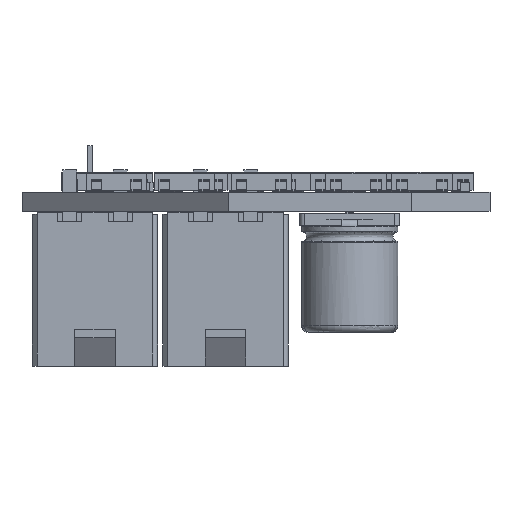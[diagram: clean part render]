
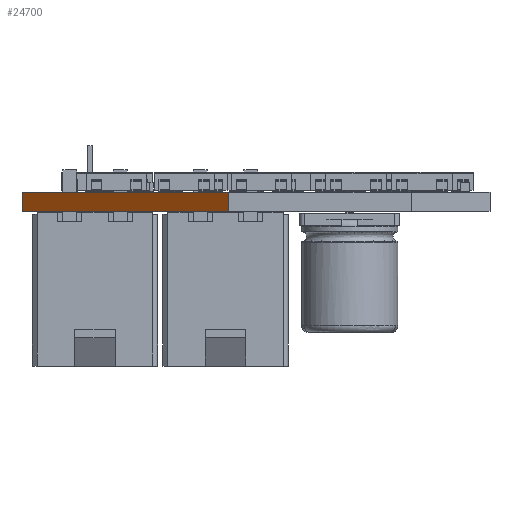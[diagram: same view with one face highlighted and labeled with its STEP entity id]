
A CAD part, left-side view. The second image highlights one B-rep face of the part: STEP entity #24700.
In plain terms, the highlighted planar face has unit normal (-0.732, 0.682, 0).
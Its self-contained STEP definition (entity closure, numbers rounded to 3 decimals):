
#23290 = PLANE('',#23291);
#23291 = AXIS2_PLACEMENT_3D('',#23292,#23293,#23294);
#23292 = CARTESIAN_POINT('',(67.716,-77.521,0.));
#23293 = DIRECTION('',(1.,-0.001,0.));
#23294 = DIRECTION('',(-0.001,-1.,0.));
#23318 = PLANE('',#23319);
#23319 = AXIS2_PLACEMENT_3D('',#23320,#23321,#23322);
#23320 = CARTESIAN_POINT('',(120.586,-80.403,1.6));
#23321 = DIRECTION('',(0.,0.,1.));
#23322 = DIRECTION('',(1.,0.,-0.));
#23372 = PLANE('',#23373);
#23373 = AXIS2_PLACEMENT_3D('',#23374,#23375,#23376);
#23374 = CARTESIAN_POINT('',(120.586,-80.403,0.));
#23375 = DIRECTION('',(0.,0.,1.));
#23376 = DIRECTION('',(1.,0.,-0.));
#23387 = EDGE_CURVE('',#23388,#23390,#23392,.T.);
#23388 = VERTEX_POINT('',#23389);
#23389 = CARTESIAN_POINT('',(67.716,-77.521,0.));
#23390 = VERTEX_POINT('',#23391);
#23391 = CARTESIAN_POINT('',(67.716,-77.521,1.6));
#23392 = SURFACE_CURVE('',#23393,(#23397,#23404),.PCURVE_S1.);
#23393 = LINE('',#23394,#23395);
#23394 = CARTESIAN_POINT('',(67.716,-77.521,0.));
#23395 = VECTOR('',#23396,1.);
#23396 = DIRECTION('',(0.,0.,1.));
#23397 = PCURVE('',#23290,#23398);
#23398 = DEFINITIONAL_REPRESENTATION('',(#23399),#23403);
#23399 = LINE('',#23400,#23401);
#23400 = CARTESIAN_POINT('',(0.,0.));
#23401 = VECTOR('',#23402,1.);
#23402 = DIRECTION('',(0.,-1.));
#23403 = ( GEOMETRIC_REPRESENTATION_CONTEXT(2) 
PARAMETRIC_REPRESENTATION_CONTEXT() REPRESENTATION_CONTEXT('2D SPACE',''
  ) );
#23404 = PCURVE('',#23405,#23410);
#23405 = PLANE('',#23406);
#23406 = AXIS2_PLACEMENT_3D('',#23407,#23408,#23409);
#23407 = CARTESIAN_POINT('',(83.718,-60.35,0.));
#23408 = DIRECTION('',(0.732,-0.682,0.));
#23409 = DIRECTION('',(-0.682,-0.732,0.));
#23410 = DEFINITIONAL_REPRESENTATION('',(#23411),#23415);
#23411 = LINE('',#23412,#23413);
#23412 = CARTESIAN_POINT('',(23.471,0.));
#23413 = VECTOR('',#23414,1.);
#23414 = DIRECTION('',(0.,-1.));
#23415 = ( GEOMETRIC_REPRESENTATION_CONTEXT(2) 
PARAMETRIC_REPRESENTATION_CONTEXT() REPRESENTATION_CONTEXT('2D SPACE',''
  ) );
#23621 = VERTEX_POINT('',#23622);
#23622 = CARTESIAN_POINT('',(83.718,-60.35,0.));
#23636 = PLANE('',#23637);
#23637 = AXIS2_PLACEMENT_3D('',#23638,#23639,#23640);
#23638 = CARTESIAN_POINT('',(163.271,-60.35,0.));
#23639 = DIRECTION('',(0.,-1.,0.));
#23640 = DIRECTION('',(-1.,0.,0.));
#23648 = EDGE_CURVE('',#23621,#23388,#23649,.T.);
#23649 = SURFACE_CURVE('',#23650,(#23654,#23661),.PCURVE_S1.);
#23650 = LINE('',#23651,#23652);
#23651 = CARTESIAN_POINT('',(83.718,-60.35,0.));
#23652 = VECTOR('',#23653,1.);
#23653 = DIRECTION('',(-0.682,-0.732,0.));
#23654 = PCURVE('',#23372,#23655);
#23655 = DEFINITIONAL_REPRESENTATION('',(#23656),#23660);
#23656 = LINE('',#23657,#23658);
#23657 = CARTESIAN_POINT('',(-36.868,20.052));
#23658 = VECTOR('',#23659,1.);
#23659 = DIRECTION('',(-0.682,-0.732));
#23660 = ( GEOMETRIC_REPRESENTATION_CONTEXT(2) 
PARAMETRIC_REPRESENTATION_CONTEXT() REPRESENTATION_CONTEXT('2D SPACE',''
  ) );
#23661 = PCURVE('',#23405,#23662);
#23662 = DEFINITIONAL_REPRESENTATION('',(#23663),#23667);
#23663 = LINE('',#23664,#23665);
#23664 = CARTESIAN_POINT('',(0.,0.));
#23665 = VECTOR('',#23666,1.);
#23666 = DIRECTION('',(1.,0.));
#23667 = ( GEOMETRIC_REPRESENTATION_CONTEXT(2) 
PARAMETRIC_REPRESENTATION_CONTEXT() REPRESENTATION_CONTEXT('2D SPACE',''
  ) );
#24241 = VERTEX_POINT('',#24242);
#24242 = CARTESIAN_POINT('',(83.718,-60.35,1.6));
#24263 = EDGE_CURVE('',#24241,#23390,#24264,.T.);
#24264 = SURFACE_CURVE('',#24265,(#24269,#24276),.PCURVE_S1.);
#24265 = LINE('',#24266,#24267);
#24266 = CARTESIAN_POINT('',(83.718,-60.35,1.6));
#24267 = VECTOR('',#24268,1.);
#24268 = DIRECTION('',(-0.682,-0.732,0.));
#24269 = PCURVE('',#23318,#24270);
#24270 = DEFINITIONAL_REPRESENTATION('',(#24271),#24275);
#24271 = LINE('',#24272,#24273);
#24272 = CARTESIAN_POINT('',(-36.868,20.052));
#24273 = VECTOR('',#24274,1.);
#24274 = DIRECTION('',(-0.682,-0.732));
#24275 = ( GEOMETRIC_REPRESENTATION_CONTEXT(2) 
PARAMETRIC_REPRESENTATION_CONTEXT() REPRESENTATION_CONTEXT('2D SPACE',''
  ) );
#24276 = PCURVE('',#23405,#24277);
#24277 = DEFINITIONAL_REPRESENTATION('',(#24278),#24282);
#24278 = LINE('',#24279,#24280);
#24279 = CARTESIAN_POINT('',(0.,-1.6));
#24280 = VECTOR('',#24281,1.);
#24281 = DIRECTION('',(1.,0.));
#24282 = ( GEOMETRIC_REPRESENTATION_CONTEXT(2) 
PARAMETRIC_REPRESENTATION_CONTEXT() REPRESENTATION_CONTEXT('2D SPACE',''
  ) );
#24700 = ADVANCED_FACE('',(#24701),#23405,.F.);
#24701 = FACE_BOUND('',#24702,.F.);
#24702 = EDGE_LOOP('',(#24703,#24724,#24725,#24726));
#24703 = ORIENTED_EDGE('',*,*,#24704,.T.);
#24704 = EDGE_CURVE('',#23621,#24241,#24705,.T.);
#24705 = SURFACE_CURVE('',#24706,(#24710,#24717),.PCURVE_S1.);
#24706 = LINE('',#24707,#24708);
#24707 = CARTESIAN_POINT('',(83.718,-60.35,0.));
#24708 = VECTOR('',#24709,1.);
#24709 = DIRECTION('',(0.,0.,1.));
#24710 = PCURVE('',#23405,#24711);
#24711 = DEFINITIONAL_REPRESENTATION('',(#24712),#24716);
#24712 = LINE('',#24713,#24714);
#24713 = CARTESIAN_POINT('',(0.,0.));
#24714 = VECTOR('',#24715,1.);
#24715 = DIRECTION('',(0.,-1.));
#24716 = ( GEOMETRIC_REPRESENTATION_CONTEXT(2) 
PARAMETRIC_REPRESENTATION_CONTEXT() REPRESENTATION_CONTEXT('2D SPACE',''
  ) );
#24717 = PCURVE('',#23636,#24718);
#24718 = DEFINITIONAL_REPRESENTATION('',(#24719),#24723);
#24719 = LINE('',#24720,#24721);
#24720 = CARTESIAN_POINT('',(79.553,0.));
#24721 = VECTOR('',#24722,1.);
#24722 = DIRECTION('',(0.,-1.));
#24723 = ( GEOMETRIC_REPRESENTATION_CONTEXT(2) 
PARAMETRIC_REPRESENTATION_CONTEXT() REPRESENTATION_CONTEXT('2D SPACE',''
  ) );
#24724 = ORIENTED_EDGE('',*,*,#24263,.T.);
#24725 = ORIENTED_EDGE('',*,*,#23387,.F.);
#24726 = ORIENTED_EDGE('',*,*,#23648,.F.);
